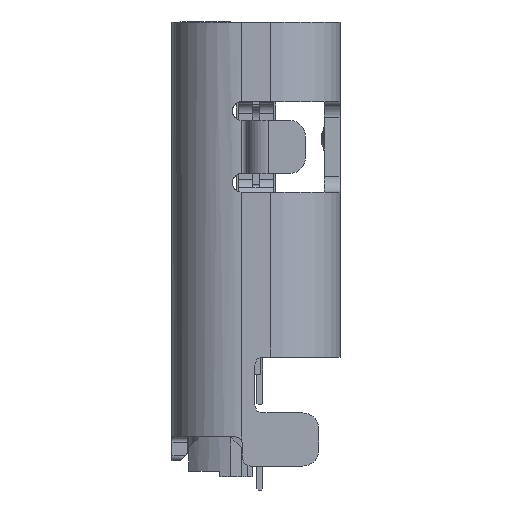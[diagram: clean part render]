
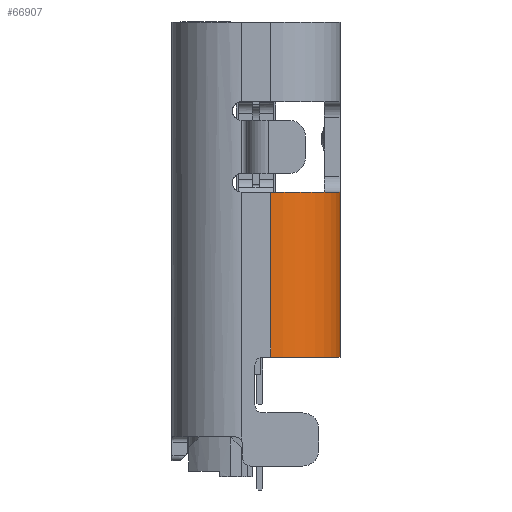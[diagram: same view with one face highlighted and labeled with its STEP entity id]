
A CAD part, left-side view. The second image highlights one B-rep face of the part: STEP entity #66907.
In plain terms, the highlighted cylindrical face has radius 1.3 mm (diameter 2.6 mm), a partial arc.
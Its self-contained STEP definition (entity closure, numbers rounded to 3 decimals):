
#869 = ORIENTED_EDGE ( 'NONE', *, *, #13499, .F. ) ;
#1759 = ORIENTED_EDGE ( 'NONE', *, *, #8965, .T. ) ;
#1815 = CIRCLE ( 'NONE', #43589, 1.3 ) ;
#5457 = VERTEX_POINT ( 'NONE', #67158 ) ;
#6180 = EDGE_CURVE ( 'NONE', #46736, #38328, #7590, .T. ) ;
#6554 = CARTESIAN_POINT ( 'NONE',  ( -75.57, -2.331, -47.243 ) ) ;
#7590 = LINE ( 'NONE', #24543, #32345 ) ;
#8965 = EDGE_CURVE ( 'NONE', #5457, #38328, #30177, .T. ) ;
#10651 = DIRECTION ( 'NONE',  ( 0., 0., 1. ) ) ;
#12548 = DIRECTION ( 'NONE',  ( 0., 0., -1. ) ) ;
#12680 = EDGE_LOOP ( 'NONE', ( #24140, #31401, #869, #1759 ) ) ;
#13499 = EDGE_CURVE ( 'NONE', #5457, #31543, #38588, .T. ) ;
#17731 = DIRECTION ( 'NONE',  ( 0., 0., 1. ) ) ;
#22092 = DIRECTION ( 'NONE',  ( 0., 0., 1. ) ) ;
#24140 = ORIENTED_EDGE ( 'NONE', *, *, #6180, .F. ) ;
#24543 = CARTESIAN_POINT ( 'NONE',  ( -75.57, -3.631, -48.893 ) ) ;
#25339 = CARTESIAN_POINT ( 'NONE',  ( -75.57, -2.331, -44.143 ) ) ;
#29013 = AXIS2_PLACEMENT_3D ( 'NONE', #6554, #22092, #32344 ) ;
#30177 = CIRCLE ( 'NONE', #29013, 1.3 ) ;
#31401 = ORIENTED_EDGE ( 'NONE', *, *, #37603, .T. ) ;
#31543 = VERTEX_POINT ( 'NONE', #53221 ) ;
#32344 = DIRECTION ( 'NONE',  ( 1., 0., 0. ) ) ;
#32345 = VECTOR ( 'NONE', #12548, 1000. ) ;
#32909 = FACE_OUTER_BOUND ( 'NONE', #12680, .T. ) ;
#34342 = CARTESIAN_POINT ( 'NONE',  ( -76.87, -2.331, -48.893 ) ) ;
#37603 = EDGE_CURVE ( 'NONE', #46736, #31543, #1815, .T. ) ;
#37668 = CARTESIAN_POINT ( 'NONE',  ( -75.57, -3.631, -44.143 ) ) ;
#38328 = VERTEX_POINT ( 'NONE', #44208 ) ;
#38588 = LINE ( 'NONE', #34342, #58561 ) ;
#43589 = AXIS2_PLACEMENT_3D ( 'NONE', #25339, #63878, #51903 ) ;
#44208 = CARTESIAN_POINT ( 'NONE',  ( -75.57, -3.631, -47.243 ) ) ;
#46736 = VERTEX_POINT ( 'NONE', #37668 ) ;
#48145 = CYLINDRICAL_SURFACE ( 'NONE', #55694, 1.3 ) ;
#50533 = CARTESIAN_POINT ( 'NONE',  ( -75.57, -2.331, -48.893 ) ) ;
#51903 = DIRECTION ( 'NONE',  ( 1., 0., 0. ) ) ;
#53221 = CARTESIAN_POINT ( 'NONE',  ( -76.87, -2.331, -44.143 ) ) ;
#53452 = DIRECTION ( 'NONE',  ( 1., 0., 0. ) ) ;
#55694 = AXIS2_PLACEMENT_3D ( 'NONE', #50533, #10651, #53452 ) ;
#58561 = VECTOR ( 'NONE', #17731, 1000. ) ;
#63878 = DIRECTION ( 'NONE',  ( 0., 0., -1. ) ) ;
#66907 = ADVANCED_FACE ( 'NONE', ( #32909 ), #48145, .T. ) ;
#67158 = CARTESIAN_POINT ( 'NONE',  ( -76.87, -2.331, -47.243 ) ) ;
